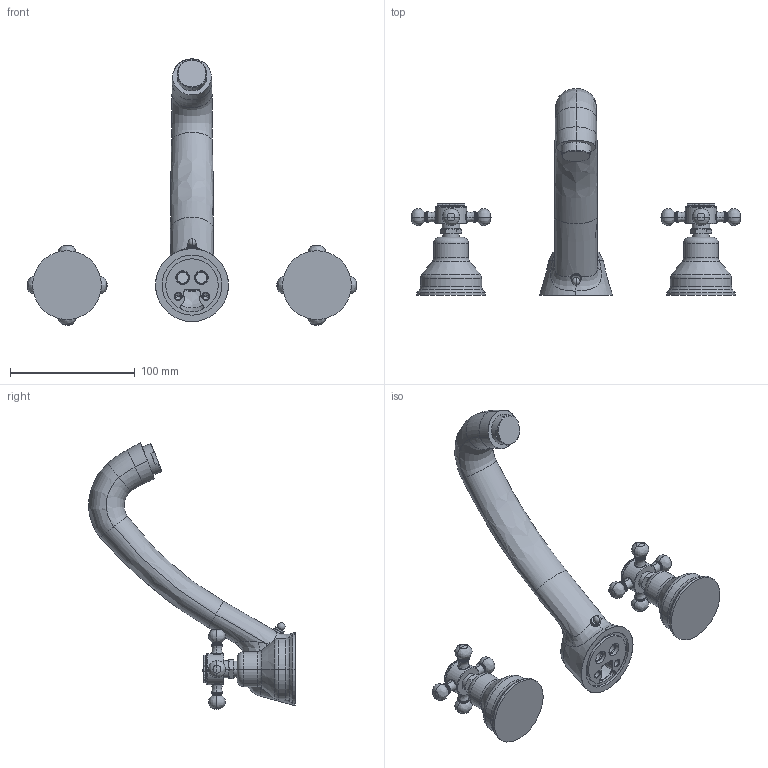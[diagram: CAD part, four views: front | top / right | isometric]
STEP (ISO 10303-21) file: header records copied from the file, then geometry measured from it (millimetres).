
FILE_DESCRIPTION((''),'2;1');
FILE_NAME('VLV052CR','2021-11-11T08:36:14',('ut3'),('PAFFONI SpA'),'CREO PARAMETRIC BY PTC INC, 2020044','CREO PARAMETRIC BY PTC INC, 2020044','');
FILE_SCHEMA(('CONFIG_CONTROL_DESIGN','SHAPE_APPEARANCE_LAYERS_GROUPS'));
Products named in the file (1): VLV052CR
Bounding box: 264.07 x 165.36 x 213.13 mm (x, y, z)
Volume: 254129.1 mm3; surface area: 85193.6 mm2
Topology: 3 solids, 3 shells, 1106 faces, 2898 edges, 1810 vertices
Faces by surface type: plane 470, cylinder 335, torus 122, bspline 99, cone 52, sphere 28
Entity records: 54354 total; most frequent: CARTESIAN_POINT 19333, ORIENTED_EDGE 5742, DIRECTION 5261, EDGE_CURVE 2871, AXIS2_PLACEMENT_3D 2031, VERTEX_POINT 1810, FILL_AREA_STYLE_COLOUR 1303, FILL_AREA_STYLE 1303
